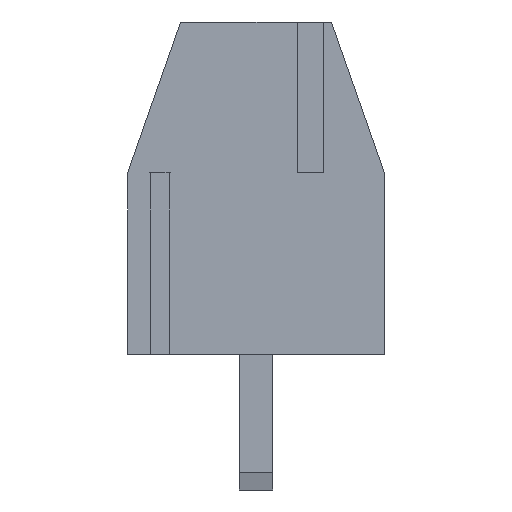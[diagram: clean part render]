
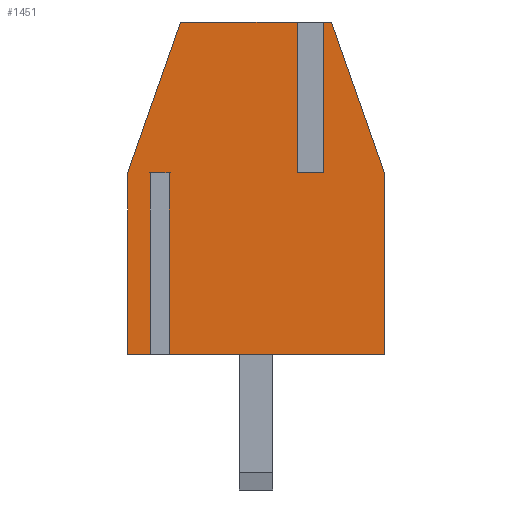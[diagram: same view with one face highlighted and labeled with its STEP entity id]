
A CAD part, left-side view. The second image highlights one B-rep face of the part: STEP entity #1451.
In plain terms, the highlighted planar face has unit normal (-1, 0, 0).
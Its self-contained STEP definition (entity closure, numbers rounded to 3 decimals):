
#1451 = ADVANCED_FACE('',(#1452),#1566,.F.);
#1452 = FACE_BOUND('',#1453,.F.);
#1453 = EDGE_LOOP('',(#1454,#1464,#1472,#1480,#1488,#1496,#1504,#1512,
    #1520,#1528,#1536,#1544,#1552,#1560));
#1454 = ORIENTED_EDGE('',*,*,#1455,.T.);
#1455 = EDGE_CURVE('',#1456,#1458,#1460,.T.);
#1456 = VERTEX_POINT('',#1457);
#1457 = CARTESIAN_POINT('',(-1.75,-2.,8.8));
#1458 = VERTEX_POINT('',#1459);
#1459 = CARTESIAN_POINT('',(-1.75,-3.4,4.8));
#1460 = LINE('',#1461,#1462);
#1461 = CARTESIAN_POINT('',(-1.75,-2.,8.8));
#1462 = VECTOR('',#1463,1.);
#1463 = DIRECTION('',(0.,-0.33,-0.944));
#1464 = ORIENTED_EDGE('',*,*,#1465,.T.);
#1465 = EDGE_CURVE('',#1458,#1466,#1468,.T.);
#1466 = VERTEX_POINT('',#1467);
#1467 = CARTESIAN_POINT('',(-1.75,-3.4,-0.));
#1468 = LINE('',#1469,#1470);
#1469 = CARTESIAN_POINT('',(-1.75,-3.4,4.8));
#1470 = VECTOR('',#1471,1.);
#1471 = DIRECTION('',(0.,0.,-1.));
#1472 = ORIENTED_EDGE('',*,*,#1473,.T.);
#1473 = EDGE_CURVE('',#1466,#1474,#1476,.T.);
#1474 = VERTEX_POINT('',#1475);
#1475 = CARTESIAN_POINT('',(-1.75,2.3,0.));
#1476 = LINE('',#1477,#1478);
#1477 = CARTESIAN_POINT('',(-1.75,-3.4,0.));
#1478 = VECTOR('',#1479,1.);
#1479 = DIRECTION('',(0.,1.,0.));
#1480 = ORIENTED_EDGE('',*,*,#1481,.F.);
#1481 = EDGE_CURVE('',#1482,#1474,#1484,.T.);
#1482 = VERTEX_POINT('',#1483);
#1483 = CARTESIAN_POINT('',(-1.75,2.3,4.8));
#1484 = LINE('',#1485,#1486);
#1485 = CARTESIAN_POINT('',(-1.75,2.3,4.8));
#1486 = VECTOR('',#1487,1.);
#1487 = DIRECTION('',(0.,0.,-1.));
#1488 = ORIENTED_EDGE('',*,*,#1489,.T.);
#1489 = EDGE_CURVE('',#1482,#1490,#1492,.T.);
#1490 = VERTEX_POINT('',#1491);
#1491 = CARTESIAN_POINT('',(-1.75,2.8,4.8));
#1492 = LINE('',#1493,#1494);
#1493 = CARTESIAN_POINT('',(-1.75,2.3,4.8));
#1494 = VECTOR('',#1495,1.);
#1495 = DIRECTION('',(0.,1.,0.));
#1496 = ORIENTED_EDGE('',*,*,#1497,.T.);
#1497 = EDGE_CURVE('',#1490,#1498,#1500,.T.);
#1498 = VERTEX_POINT('',#1499);
#1499 = CARTESIAN_POINT('',(-1.75,2.8,0.));
#1500 = LINE('',#1501,#1502);
#1501 = CARTESIAN_POINT('',(-1.75,2.8,4.8));
#1502 = VECTOR('',#1503,1.);
#1503 = DIRECTION('',(0.,0.,-1.));
#1504 = ORIENTED_EDGE('',*,*,#1505,.T.);
#1505 = EDGE_CURVE('',#1498,#1506,#1508,.T.);
#1506 = VERTEX_POINT('',#1507);
#1507 = CARTESIAN_POINT('',(-1.75,3.4,0.));
#1508 = LINE('',#1509,#1510);
#1509 = CARTESIAN_POINT('',(-1.75,-3.4,0.));
#1510 = VECTOR('',#1511,1.);
#1511 = DIRECTION('',(0.,1.,0.));
#1512 = ORIENTED_EDGE('',*,*,#1513,.T.);
#1513 = EDGE_CURVE('',#1506,#1514,#1516,.T.);
#1514 = VERTEX_POINT('',#1515);
#1515 = CARTESIAN_POINT('',(-1.75,3.4,4.8));
#1516 = LINE('',#1517,#1518);
#1517 = CARTESIAN_POINT('',(-1.75,3.4,0.));
#1518 = VECTOR('',#1519,1.);
#1519 = DIRECTION('',(0.,0.,1.));
#1520 = ORIENTED_EDGE('',*,*,#1521,.T.);
#1521 = EDGE_CURVE('',#1514,#1522,#1524,.T.);
#1522 = VERTEX_POINT('',#1523);
#1523 = CARTESIAN_POINT('',(-1.75,2.,8.8));
#1524 = LINE('',#1525,#1526);
#1525 = CARTESIAN_POINT('',(-1.75,3.4,4.8));
#1526 = VECTOR('',#1527,1.);
#1527 = DIRECTION('',(0.,-0.33,0.944));
#1528 = ORIENTED_EDGE('',*,*,#1529,.T.);
#1529 = EDGE_CURVE('',#1522,#1530,#1532,.T.);
#1530 = VERTEX_POINT('',#1531);
#1531 = CARTESIAN_POINT('',(-1.75,-1.2,8.8));
#1532 = LINE('',#1533,#1534);
#1533 = CARTESIAN_POINT('',(-1.75,2.,8.8));
#1534 = VECTOR('',#1535,1.);
#1535 = DIRECTION('',(0.,-1.,0.));
#1536 = ORIENTED_EDGE('',*,*,#1537,.F.);
#1537 = EDGE_CURVE('',#1538,#1530,#1540,.T.);
#1538 = VERTEX_POINT('',#1539);
#1539 = CARTESIAN_POINT('',(-1.75,-1.2,4.8));
#1540 = LINE('',#1541,#1542);
#1541 = CARTESIAN_POINT('',(-1.75,-1.2,4.8));
#1542 = VECTOR('',#1543,1.);
#1543 = DIRECTION('',(0.,0.,1.));
#1544 = ORIENTED_EDGE('',*,*,#1545,.T.);
#1545 = EDGE_CURVE('',#1538,#1546,#1548,.T.);
#1546 = VERTEX_POINT('',#1547);
#1547 = CARTESIAN_POINT('',(-1.75,-1.7,4.8));
#1548 = LINE('',#1549,#1550);
#1549 = CARTESIAN_POINT('',(-1.75,-1.2,4.8));
#1550 = VECTOR('',#1551,1.);
#1551 = DIRECTION('',(0.,-1.,0.));
#1552 = ORIENTED_EDGE('',*,*,#1553,.T.);
#1553 = EDGE_CURVE('',#1546,#1554,#1556,.T.);
#1554 = VERTEX_POINT('',#1555);
#1555 = CARTESIAN_POINT('',(-1.75,-1.7,8.8));
#1556 = LINE('',#1557,#1558);
#1557 = CARTESIAN_POINT('',(-1.75,-1.7,4.8));
#1558 = VECTOR('',#1559,1.);
#1559 = DIRECTION('',(0.,0.,1.));
#1560 = ORIENTED_EDGE('',*,*,#1561,.T.);
#1561 = EDGE_CURVE('',#1554,#1456,#1562,.T.);
#1562 = LINE('',#1563,#1564);
#1563 = CARTESIAN_POINT('',(-1.75,2.,8.8));
#1564 = VECTOR('',#1565,1.);
#1565 = DIRECTION('',(0.,-1.,0.));
#1566 = PLANE('',#1567);
#1567 = AXIS2_PLACEMENT_3D('',#1568,#1569,#1570);
#1568 = CARTESIAN_POINT('',(-1.75,0.,4.013));
#1569 = DIRECTION('',(1.,0.,0.));
#1570 = DIRECTION('',(0.,0.,1.));
